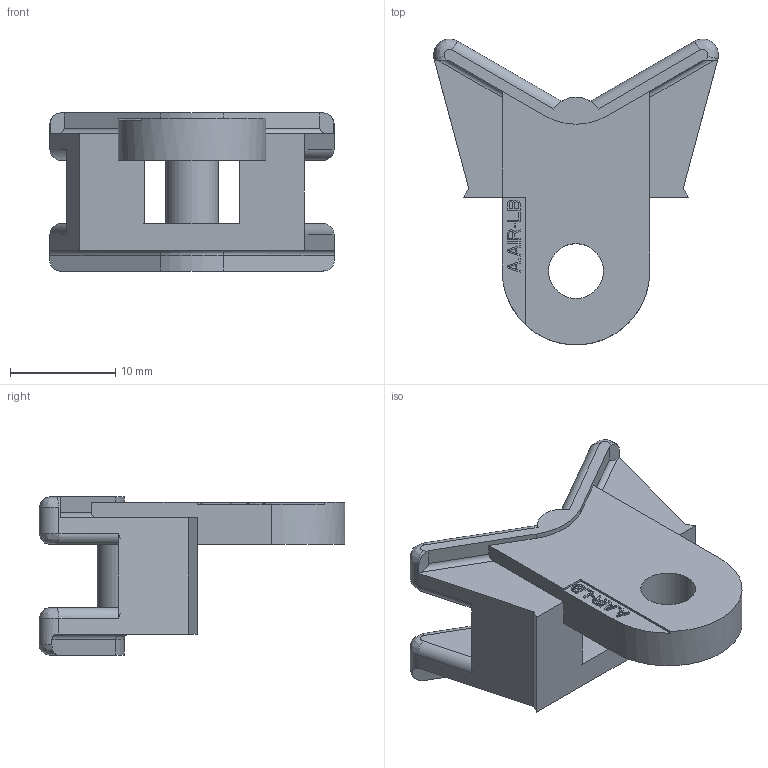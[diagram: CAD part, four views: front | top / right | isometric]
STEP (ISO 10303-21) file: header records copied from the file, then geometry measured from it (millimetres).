
FILE_DESCRIPTION((''),'2;1');
FILE_NAME('003261_230_59','2020-01-31T',('presta_be4'),(''),'CREO PARAMETRIC BY PTC INC, 2018360','CREO PARAMETRIC BY PTC INC, 2018360','');
FILE_SCHEMA(('CONFIG_CONTROL_DESIGN'));
Length unit declared in the file: millimetre
Products named in the file (1): 003261_230_59
Bounding box: 27 x 29 x 15 mm (x, y, z)
Volume: 2726.6 mm3; surface area: 2443.3 mm2
Topology: 1 solids, 1 shells, 545 faces, 1529 edges, 1014 vertices
Faces by surface type: plane 507, cylinder 29, bspline 8, torus 1
Entity records: 17484 total; most frequent: CARTESIAN_POINT 3389, ORIENTED_EDGE 3058, DIRECTION 2635, EDGE_CURVE 1529, VECTOR 1453, LINE 1453, VERTEX_POINT 1014, AXIS2_PLACEMENT_3D 591
